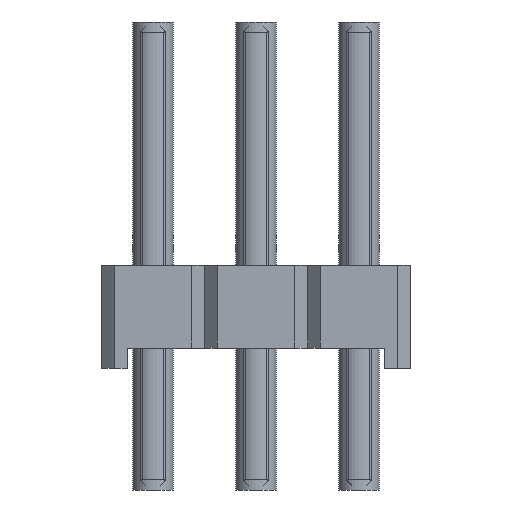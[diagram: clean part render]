
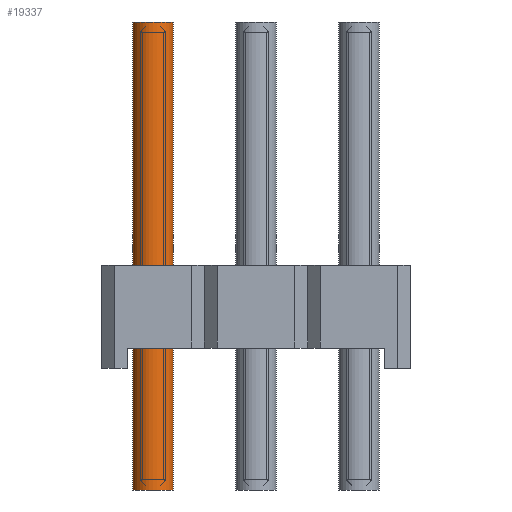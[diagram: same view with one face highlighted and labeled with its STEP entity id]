
A CAD part, left-side view. The second image highlights one B-rep face of the part: STEP entity #19337.
In plain terms, the highlighted cylindrical face has radius 0.5 mm (diameter 1 mm), a full revolution.
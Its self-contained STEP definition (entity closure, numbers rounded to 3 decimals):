
#395=CIRCLE('',#20358,0.5);
#396=CIRCLE('',#20359,0.5);
#1152=CYLINDRICAL_SURFACE('',#20357,0.5);
#1637=ORIENTED_EDGE('',*,*,#7375,.F.);
#1638=ORIENTED_EDGE('',*,*,#7376,.T.);
#7375=EDGE_CURVE('',#10253,#10253,#395,.T.);
#7376=EDGE_CURVE('',#10254,#10254,#396,.T.);
#10253=VERTEX_POINT('',#28033);
#10254=VERTEX_POINT('',#28035);
#16433=EDGE_LOOP('',(#1637));
#16434=EDGE_LOOP('',(#1638));
#17589=FACE_BOUND('',#16433,.T.);
#17590=FACE_BOUND('',#16434,.T.);
#19337=ADVANCED_FACE('',(#17589,#17590),#1152,.F.);
#20357=AXIS2_PLACEMENT_3D('',#28031,#22250,#22251);
#20358=AXIS2_PLACEMENT_3D('',#28032,#22252,#22253);
#20359=AXIS2_PLACEMENT_3D('',#28034,#22254,#22255);
#22250=DIRECTION('',(0.,0.,1.));
#22251=DIRECTION('',(1.,0.,0.));
#22252=DIRECTION('',(0.,0.,-1.));
#22253=DIRECTION('',(1.,0.,0.));
#22254=DIRECTION('',(0.,0.,-1.));
#22255=DIRECTION('',(1.,0.,0.));
#28031=CARTESIAN_POINT('',(0.,0.,0.));
#28032=CARTESIAN_POINT('',(0.,0.,11.54));
#28033=CARTESIAN_POINT('',(0.5,0.,11.54));
#28034=CARTESIAN_POINT('',(0.,0.,0.));
#28035=CARTESIAN_POINT('',(0.5,0.,0.));
